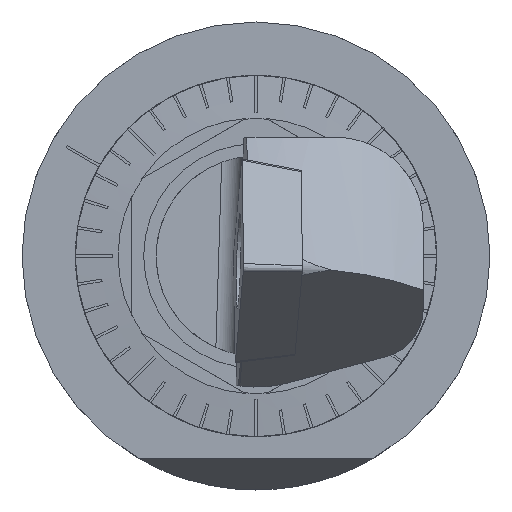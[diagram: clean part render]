
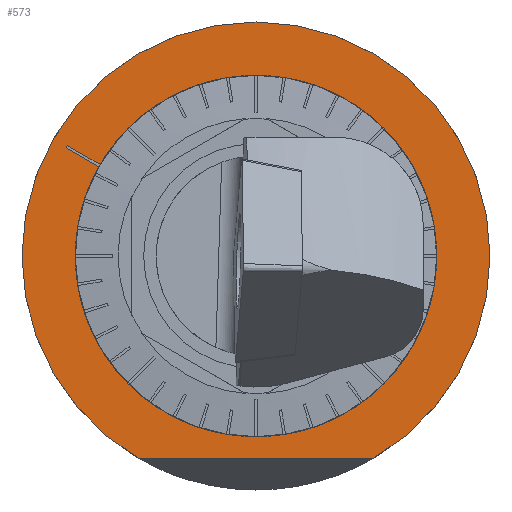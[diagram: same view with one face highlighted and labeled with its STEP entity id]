
A CAD part, left-side view. The second image highlights one B-rep face of the part: STEP entity #573.
In plain terms, the highlighted planar face has unit normal (-1, 0, 0).
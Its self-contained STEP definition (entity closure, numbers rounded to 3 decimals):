
#369=FACE_BOUND('',#1251,.T.);
#370=FACE_BOUND('',#1252,.T.);
#417=CIRCLE('',#4807,7.239);
#418=CIRCLE('',#4808,9.375);
#573=ADVANCED_FACE('',(#369,#370),#791,.T.);
#791=PLANE('',#4809);
#1251=EDGE_LOOP('',(#1689,#1690,#1691,#1692));
#1252=EDGE_LOOP('',(#1693,#1694));
#1689=ORIENTED_EDGE('',*,*,#3348,.F.);
#1690=ORIENTED_EDGE('',*,*,#3338,.F.);
#1691=ORIENTED_EDGE('',*,*,#3349,.F.);
#1692=ORIENTED_EDGE('',*,*,#3346,.F.);
#1693=ORIENTED_EDGE('',*,*,#3350,.F.);
#1694=ORIENTED_EDGE('',*,*,#3351,.T.);
#2863=VERTEX_POINT('',#7089);
#2864=VERTEX_POINT('',#7090);
#2869=VERTEX_POINT('',#7104);
#2870=VERTEX_POINT('',#7106);
#2871=VERTEX_POINT('',#7112);
#2872=VERTEX_POINT('',#7113);
#3338=EDGE_CURVE('',#2863,#2864,#3940,.T.);
#3346=EDGE_CURVE('',#2869,#2870,#3947,.T.);
#3348=EDGE_CURVE('',#2864,#2869,#417,.T.);
#3349=EDGE_CURVE('',#2870,#2863,#3949,.T.);
#3350=EDGE_CURVE('',#2871,#2872,#418,.T.);
#3351=EDGE_CURVE('',#2871,#2872,#3950,.T.);
#3940=LINE('',#7088,#4303);
#3947=LINE('',#7105,#4310);
#3949=LINE('',#7110,#4312);
#3950=LINE('',#7114,#4313);
#4303=VECTOR('',#5354,1.);
#4310=VECTOR('',#5367,1.);
#4312=VECTOR('',#5373,1.);
#4313=VECTOR('',#5376,1.);
#4807=AXIS2_PLACEMENT_3D('',#7109,#5371,#5372);
#4808=AXIS2_PLACEMENT_3D('',#7111,#5374,#5375);
#4809=AXIS2_PLACEMENT_3D('',#7115,#5377,#5378);
#5354=DIRECTION('',(0.,-0.866,-0.5));
#5367=DIRECTION('',(0.,0.866,0.5));
#5371=DIRECTION('',(-1.,0.,0.));
#5372=DIRECTION('',(0.,0.,1.));
#5373=DIRECTION('',(0.,0.5,-0.866));
#5374=DIRECTION('',(1.,0.,0.));
#5375=DIRECTION('',(0.,0.,1.));
#5376=DIRECTION('',(0.,-1.,0.));
#5377=DIRECTION('',(-1.,0.,0.));
#5378=DIRECTION('',(0.,0.,-1.));
#7088=CARTESIAN_POINT('',(-2.8,7.603,4.332));
#7089=CARTESIAN_POINT('',(-2.8,7.603,4.332));
#7090=CARTESIAN_POINT('',(-2.8,6.294,3.576));
#7104=CARTESIAN_POINT('',(-2.8,6.244,3.663));
#7105=CARTESIAN_POINT('',(-2.8,5.821,3.418));
#7106=CARTESIAN_POINT('',(-2.8,7.553,4.418));
#7109=CARTESIAN_POINT('',(-2.8,0.,0.));
#7110=CARTESIAN_POINT('',(-2.8,7.553,4.418));
#7111=CARTESIAN_POINT('',(-2.8,0.,0.));
#7112=CARTESIAN_POINT('',(-2.8,4.677,-8.125));
#7113=CARTESIAN_POINT('',(-2.8,-4.677,-8.125));
#7114=CARTESIAN_POINT('',(-2.8,10.,-8.125));
#7115=CARTESIAN_POINT('',(-2.8,0.,-9.375));
